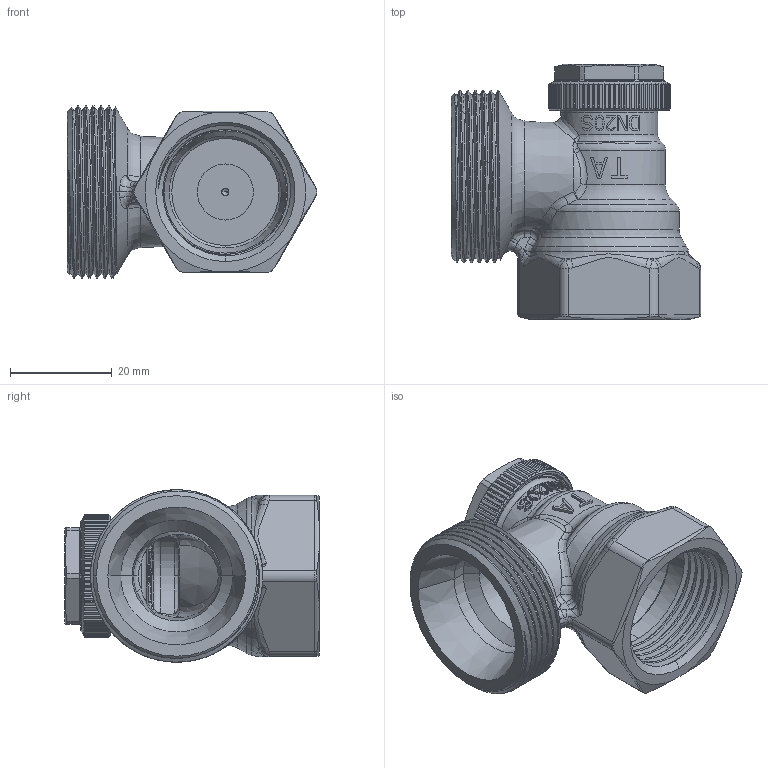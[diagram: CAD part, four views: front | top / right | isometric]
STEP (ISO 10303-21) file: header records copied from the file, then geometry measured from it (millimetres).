
FILE_DESCRIPTION((''),'2;1');
FILE_NAME('50009-620-GEWINDE_SW0001','2018-09-10T15:34:42',('marann'),(''),'CREO PARAMETRIC BY PTC INC, 2017380','CREO PARAMETRIC BY PTC INC, 2017380','');
FILE_SCHEMA(('CONFIG_CONTROL_DESIGN'));
Products named in the file (1): 50009-620-GEWINDE_SW0001
Bounding box: 48.93 x 50 x 33.81 mm (x, y, z)
Volume: 17951 mm3; surface area: 14154.2 mm2
Topology: 1 solids, 1 shells, 801 faces, 2179 edges, 1396 vertices
Faces by surface type: plane 410, cylinder 165, bspline 119, cone 61, torus 31, sphere 15
Entity records: 39797 total; most frequent: CARTESIAN_POINT 21587, ORIENTED_EDGE 4354, DIRECTION 3047, EDGE_CURVE 2177, VERTEX_POINT 1396, AXIS2_PLACEMENT_3D 1192, B_SPLINE_CURVE_WITH_KNOTS 1004, EDGE_LOOP 823
